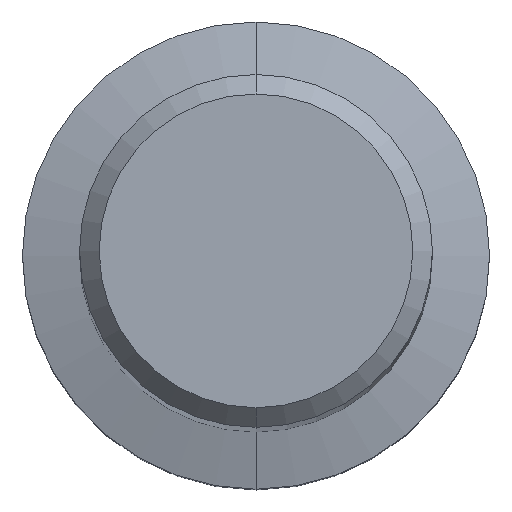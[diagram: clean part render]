
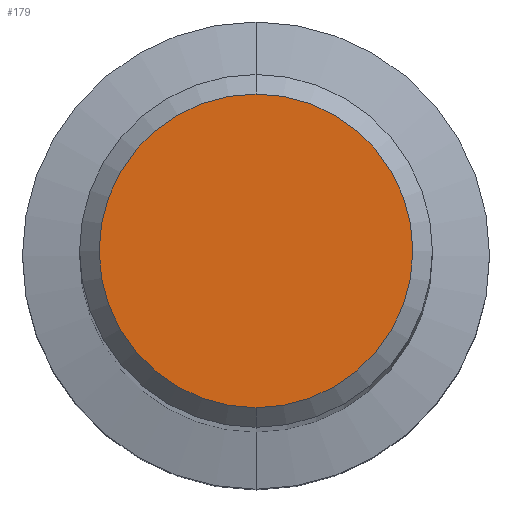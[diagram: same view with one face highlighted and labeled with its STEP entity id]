
A CAD part, top view. The second image highlights one B-rep face of the part: STEP entity #179.
In plain terms, the highlighted planar face has unit normal (0, 0, 1).
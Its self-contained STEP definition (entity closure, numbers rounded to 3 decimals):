
#159=VERTEX_POINT('',#363);
#179=ADVANCED_FACE('',(#385),#386,.T.);
#217=EDGE_CURVE('',#245,#159,#426,.T.);
#229=EDGE_CURVE('',#159,#245,#438,.T.);
#245=VERTEX_POINT('',#459);
#363=CARTESIAN_POINT('',(0.,-4.8,0.0));
#385=FACE_OUTER_BOUND('',#616,.T.);
#386=PLANE('',#617);
#426=CIRCLE('',#674,4.8);
#438=CIRCLE('',#690,4.8);
#459=CARTESIAN_POINT('',(0.0,4.8,0.0));
#616=EDGE_LOOP('',(#874,#875));
#617=AXIS2_PLACEMENT_3D('',#876,#877,#878);
#674=AXIS2_PLACEMENT_3D('',#922,#923,#924);
#690=AXIS2_PLACEMENT_3D('',#929,#930,#931);
#874=ORIENTED_EDGE('',*,*,#217,.F.);
#875=ORIENTED_EDGE('',*,*,#229,.F.);
#876=CARTESIAN_POINT('',(0.0,2.4,0.0));
#877=DIRECTION('',(-0.0,0.0,1.0));
#878=DIRECTION('',(0.0,-1.0,0.0));
#922=CARTESIAN_POINT('',(0.0,0.0,0.0));
#923=DIRECTION('',(0.0,0.0,-1.0));
#924=DIRECTION('',(0.0,1.0,0.0));
#929=CARTESIAN_POINT('',(0.0,0.0,0.0));
#930=DIRECTION('',(0.0,0.0,-1.0));
#931=DIRECTION('',(0.0,1.0,0.0));
